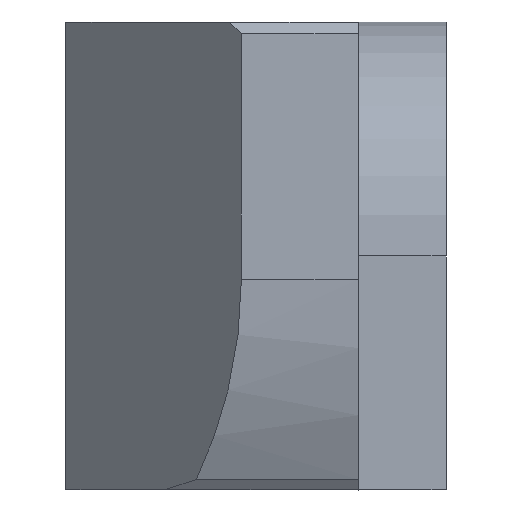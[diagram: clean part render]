
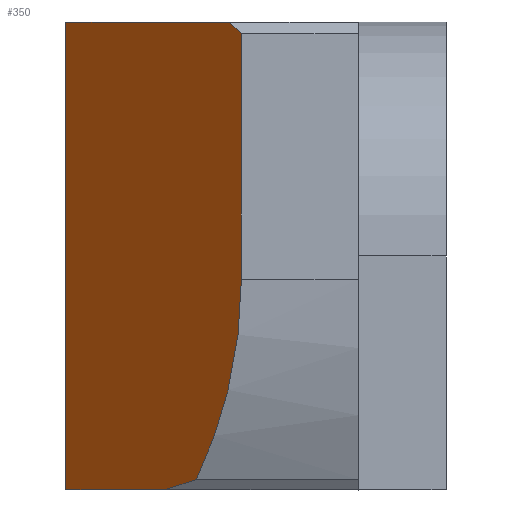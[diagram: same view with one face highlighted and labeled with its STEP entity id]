
A CAD part, left-side view. The second image highlights one B-rep face of the part: STEP entity #350.
In plain terms, the highlighted planar face has unit normal (-0.707, 0.707, 0).
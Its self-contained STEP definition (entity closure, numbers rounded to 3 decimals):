
#4 = ORIENTED_EDGE ( 'NONE', *, *, #283, .T. ) ;
#5 = ORIENTED_EDGE ( 'NONE', *, *, #121, .F. ) ;
#6 = ORIENTED_EDGE ( 'NONE', *, *, #101, .F. ) ;
#7 = ORIENTED_EDGE ( 'NONE', *, *, #105, .F. ) ;
#31 = ORIENTED_EDGE ( 'NONE', *, *, #110, .F. ) ;
#32 = ORIENTED_EDGE ( 'NONE', *, *, #272, .T. ) ;
#33 = ORIENTED_EDGE ( 'NONE', *, *, #290, .F. ) ;
#43 = EDGE_LOOP ( 'NONE', ( #31, #32, #33, #4, #5, #6, #7 ) ) ;
#72 = LINE ( 'NONE', #530, #73 ) ;
#73 = VECTOR ( 'NONE', #519, 1000. ) ;
#87 = DIRECTION ( 'NONE',  ( -0.577, -0.577, -0.577 ) ) ;
#88 = CARTESIAN_POINT ( 'NONE',  ( -15.8, 0.45, 0. ) ) ;
#101 = EDGE_CURVE ( 'NONE', #652, #661, #633, .T. ) ;
#105 = EDGE_CURVE ( 'NONE', #662, #652, #72, .T. ) ;
#110 = EDGE_CURVE ( 'NONE', #648, #662, #757, .T. ) ;
#121 = EDGE_CURVE ( 'NONE', #661, #664, #726, .T. ) ;
#163 = AXIS2_PLACEMENT_3D ( 'NONE', #418, #419, #420 ) ;
#272 = EDGE_CURVE ( 'NONE', #648, #645, #760, .T. ) ;
#283 = EDGE_CURVE ( 'NONE', #679, #664, #745, .T. ) ;
#290 = EDGE_CURVE ( 'NONE', #679, #645, #586, .T. ) ;
#350 = ADVANCED_FACE ( 'NONE', ( #594 ), #417, .F. ) ;
#369 = CARTESIAN_POINT ( 'NONE',  ( -13., 3.25, -4. ) ) ;
#370 = DIRECTION ( 'NONE',  ( 0., 0., 1. ) ) ;
#417 = PLANE ( 'NONE',  #163 ) ;
#418 = CARTESIAN_POINT ( 'NONE',  ( -16., 0.25, -8. ) ) ;
#419 = DIRECTION ( 'NONE',  ( 0.707, -0.707, 0. ) ) ;
#420 = DIRECTION ( 'NONE',  ( 0.707, 0.707, 0. ) ) ;
#448 = CARTESIAN_POINT ( 'NONE',  ( -16., 0.25, 0. ) ) ;
#449 = DIRECTION ( 'NONE',  ( 0.707, 0.707, 0. ) ) ;
#472 = CARTESIAN_POINT ( 'NONE',  ( -16., 0.25, -8. ) ) ;
#473 = DIRECTION ( 'NONE',  ( -0.707, -0.707, 0. ) ) ;
#496 = CARTESIAN_POINT ( 'NONE',  ( -13., 3.25, 0. ) ) ;
#499 = CARTESIAN_POINT ( 'NONE',  ( -15.8, 0.45, 0. ) ) ;
#503 = CARTESIAN_POINT ( 'NONE',  ( -16., 0.25, -4.395 ) ) ;
#512 = CARTESIAN_POINT ( 'NONE',  ( -15.229, 1.021, -7.823 ) ) ;
#513 = CARTESIAN_POINT ( 'NONE',  ( -16., 0.25, -0.2 ) ) ;
#515 = CARTESIAN_POINT ( 'NONE',  ( -14.689, 1.561, -8. ) ) ;
#518 = CARTESIAN_POINT ( 'NONE',  ( -13., 3.25, -8. ) ) ;
#519 = DIRECTION ( 'NONE',  ( 0., 0., -1. ) ) ;
#530 = CARTESIAN_POINT ( 'NONE',  ( -16., 0.25, -4. ) ) ;
#569 = CARTESIAN_POINT ( 'NONE',  ( -15.229, 1.021, -7.823 ) ) ;
#572 = DIRECTION ( 'NONE',  ( 0.689, 0.689, -0.227 ) ) ;
#585 = VECTOR ( 'NONE', #370, 1000. ) ;
#586 = LINE ( 'NONE', #369, #585 ) ;
#594 = FACE_OUTER_BOUND ( 'NONE', #43, .T. ) ;
#633 =( BOUNDED_CURVE ( )  B_SPLINE_CURVE ( 3, ( #691, #668, #669, #670 ),
 .UNSPECIFIED., .F., .T. ) 
 B_SPLINE_CURVE_WITH_KNOTS ( ( 4, 4 ),
 ( 3.142, 3.584 ),
 .UNSPECIFIED. ) 
 CURVE ( )  GEOMETRIC_REPRESENTATION_ITEM ( )  RATIONAL_B_SPLINE_CURVE ( ( 1., 0.984, 0.984, 1. ) ) 
 REPRESENTATION_ITEM ( '' )  );
#645 = VERTEX_POINT ( 'NONE', #496 ) ;
#648 = VERTEX_POINT ( 'NONE', #499 ) ;
#652 = VERTEX_POINT ( 'NONE', #503 ) ;
#661 = VERTEX_POINT ( 'NONE', #512 ) ;
#662 = VERTEX_POINT ( 'NONE', #513 ) ;
#664 = VERTEX_POINT ( 'NONE', #515 ) ;
#668 = CARTESIAN_POINT ( 'NONE',  ( -16., 0.25, -5.585 ) ) ;
#669 = CARTESIAN_POINT ( 'NONE',  ( -15.739, 0.511, -6.747 ) ) ;
#670 = CARTESIAN_POINT ( 'NONE',  ( -15.229, 1.021, -7.823 ) ) ;
#679 = VERTEX_POINT ( 'NONE', #518 ) ;
#691 = CARTESIAN_POINT ( 'NONE',  ( -16., 0.25, -4.395 ) ) ;
#706 = VECTOR ( 'NONE', #87, 1000. ) ;
#726 = LINE ( 'NONE', #569, #727 ) ;
#727 = VECTOR ( 'NONE', #572, 1000. ) ;
#745 = LINE ( 'NONE', #472, #752 ) ;
#752 = VECTOR ( 'NONE', #473, 1000. ) ;
#757 = LINE ( 'NONE', #88, #706 ) ;
#760 = LINE ( 'NONE', #448, #761 ) ;
#761 = VECTOR ( 'NONE', #449, 1000. ) ;
